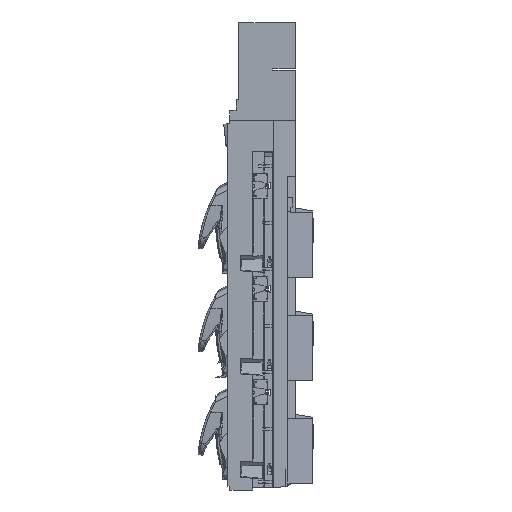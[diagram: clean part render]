
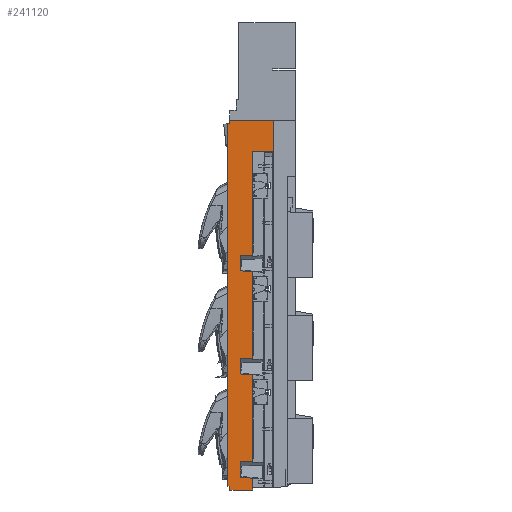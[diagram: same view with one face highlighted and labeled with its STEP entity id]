
A CAD part, left-side view. The second image highlights one B-rep face of the part: STEP entity #241120.
In plain terms, the highlighted planar face has unit normal (-1, 0, 0).
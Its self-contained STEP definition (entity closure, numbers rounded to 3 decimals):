
#240849=DIRECTION('',(0.,0.999,-0.032));
#240850=VECTOR('',#240849,0.894);
#240851=CARTESIAN_POINT('',(-3.926,22.771,
-8.347));
#240852=LINE('',#240851,#240850);
#240856=DIRECTION('',(0.,0.,-1.));
#240857=VECTOR('',#240856,1.078);
#240858=CARTESIAN_POINT('',(-3.926,23.664,
-8.376));
#240859=LINE('',#240858,#240857);
#240863=DIRECTION('',(0.,-0.996,-0.085));
#240864=VECTOR('',#240863,0.896);
#240865=CARTESIAN_POINT('',(-3.926,23.664,
-9.453));
#240866=LINE('',#240865,#240864);
#240870=DIRECTION('',(0.,0.,-1.));
#240871=VECTOR('',#240870,6.101);
#240872=CARTESIAN_POINT('',(-3.926,22.771,
-9.529));
#240873=LINE('',#240872,#240871);
#240877=DIRECTION('',(0.,0.999,-0.033));
#240878=VECTOR('',#240877,0.894);
#240879=CARTESIAN_POINT('',(-3.926,22.771,
-15.63));
#240880=LINE('',#240879,#240878);
#240884=DIRECTION('',(0.,0.,-1.));
#240885=VECTOR('',#240884,1.078);
#240886=CARTESIAN_POINT('',(-3.926,23.664,
-15.659));
#240887=LINE('',#240886,#240885);
#240891=DIRECTION('',(0.,-0.996,-0.085));
#240892=VECTOR('',#240891,0.896);
#240893=CARTESIAN_POINT('',(-3.926,23.664,
-16.737));
#240894=LINE('',#240893,#240892);
#240898=DIRECTION('',(0.,0.,-1.));
#240899=VECTOR('',#240898,0.834);
#240900=CARTESIAN_POINT('',(-3.926,22.771,
-16.813));
#240901=LINE('',#240900,#240899);
#240905=DIRECTION('',(0.,1.,0.));
#240906=VECTOR('',#240905,1.622);
#240907=CARTESIAN_POINT('',(-3.926,22.771,
-17.646));
#240908=LINE('',#240907,#240906);
#240912=DIRECTION('',(0.,0.,1.));
#240913=VECTOR('',#240912,0.276);
#240914=CARTESIAN_POINT('',(-3.926,24.393,
-17.646));
#240915=LINE('',#240914,#240913);
#240919=DIRECTION('',(0.,1.,0.));
#240920=VECTOR('',#240919,0.138);
#240921=CARTESIAN_POINT('',(-3.926,24.393,
-17.371));
#240922=LINE('',#240921,#240920);
#240926=DIRECTION('',(0.,0.,1.));
#240927=VECTOR('',#240926,25.591);
#240928=CARTESIAN_POINT('',(-3.926,24.531,
-17.371));
#240929=LINE('',#240928,#240927);
#240933=DIRECTION('',(0.,-1.,0.));
#240934=VECTOR('',#240933,0.138);
#240935=CARTESIAN_POINT('',(-3.926,24.531,
8.22));
#240936=LINE('',#240935,#240934);
#240940=DIRECTION('',(0.,0.,1.));
#240941=VECTOR('',#240940,0.197);
#240942=CARTESIAN_POINT('',(-3.926,24.393,
8.22));
#240943=LINE('',#240942,#240941);
#240947=DIRECTION('',(0.,-1.,0.));
#240948=VECTOR('',#240947,3.047);
#240949=CARTESIAN_POINT('',(-3.926,24.393,
8.417));
#240950=LINE('',#240949,#240948);
#240954=DIRECTION('',(0.,0.,-1.));
#240955=VECTOR('',#240954,25.834);
#240956=CARTESIAN_POINT('',(-3.926,21.346,
8.417));
#240957=LINE('',#240956,#240955);
#240961=DIRECTION('',(0.,1.,0.));
#240962=VECTOR('',#240961,0.055);
#240963=CARTESIAN_POINT('',(-3.926,21.346,
-17.417));
#240964=LINE('',#240963,#240962);
#240968=DIRECTION('',(0.,0.,1.));
#240969=VECTOR('',#240968,23.698);
#240970=CARTESIAN_POINT('',(-3.926,21.401,
-17.417));
#240971=LINE('',#240970,#240969);
#240975=DIRECTION('',(0.,1.,0.));
#240976=VECTOR('',#240975,1.37);
#240977=CARTESIAN_POINT('',(-3.926,21.401,
6.28));
#240978=LINE('',#240977,#240976);
#240982=DIRECTION('',(0.,0.,-1.));
#240983=VECTOR('',#240982,7.344);
#240984=CARTESIAN_POINT('',(-3.926,22.771,
6.28));
#240985=LINE('',#240984,#240983);
#240989=DIRECTION('',(0.,0.999,-0.032));
#240990=VECTOR('',#240989,0.894);
#240991=CARTESIAN_POINT('',(-3.926,22.771,
-1.063));
#240992=LINE('',#240991,#240990);
#240996=DIRECTION('',(0.,0.,-1.));
#240997=VECTOR('',#240996,1.078);
#240998=CARTESIAN_POINT('',(-3.926,23.664,
-1.092));
#240999=LINE('',#240998,#240997);
#241003=DIRECTION('',(0.,-0.996,-0.085));
#241004=VECTOR('',#241003,0.896);
#241005=CARTESIAN_POINT('',(-3.926,23.664,
-2.17));
#241006=LINE('',#241005,#241004);
#241010=DIRECTION('',(0.,0.,-1.));
#241011=VECTOR('',#241010,6.101);
#241012=CARTESIAN_POINT('',(-3.926,22.771,
-2.246));
#241013=LINE('',#241012,#241011);
#241017=CARTESIAN_POINT('',(-3.926,22.771,
-8.347));
#241018=CARTESIAN_POINT('',(-3.926,23.664,
-8.376));
#241019=VERTEX_POINT('',#241017);
#241020=VERTEX_POINT('',#241018);
#241021=CARTESIAN_POINT('',(-3.926,23.664,
-9.453));
#241022=VERTEX_POINT('',#241021);
#241023=CARTESIAN_POINT('',(-3.926,22.771,
-9.529));
#241024=VERTEX_POINT('',#241023);
#241025=CARTESIAN_POINT('',(-3.926,22.771,
-15.63));
#241026=VERTEX_POINT('',#241025);
#241027=CARTESIAN_POINT('',(-3.926,23.664,
-15.659));
#241028=VERTEX_POINT('',#241027);
#241029=CARTESIAN_POINT('',(-3.926,23.664,
-16.737));
#241030=VERTEX_POINT('',#241029);
#241031=CARTESIAN_POINT('',(-3.926,22.771,
-16.813));
#241032=VERTEX_POINT('',#241031);
#241033=CARTESIAN_POINT('',(-3.926,22.771,
-17.646));
#241034=VERTEX_POINT('',#241033);
#241035=CARTESIAN_POINT('',(-3.926,24.393,
-17.646));
#241036=VERTEX_POINT('',#241035);
#241037=CARTESIAN_POINT('',(-3.926,24.393,
-17.371));
#241038=VERTEX_POINT('',#241037);
#241039=CARTESIAN_POINT('',(-3.926,24.531,
-17.371));
#241040=VERTEX_POINT('',#241039);
#241041=CARTESIAN_POINT('',(-3.926,24.531,
8.22));
#241042=VERTEX_POINT('',#241041);
#241043=CARTESIAN_POINT('',(-3.926,24.393,
8.22));
#241044=VERTEX_POINT('',#241043);
#241045=CARTESIAN_POINT('',(-3.926,24.393,
8.417));
#241046=VERTEX_POINT('',#241045);
#241047=CARTESIAN_POINT('',(-3.926,21.346,
8.417));
#241048=VERTEX_POINT('',#241047);
#241049=CARTESIAN_POINT('',(-3.926,21.346,
-17.417));
#241050=VERTEX_POINT('',#241049);
#241051=CARTESIAN_POINT('',(-3.926,21.401,
-17.417));
#241052=VERTEX_POINT('',#241051);
#241053=CARTESIAN_POINT('',(-3.926,21.401,
6.28));
#241054=VERTEX_POINT('',#241053);
#241055=CARTESIAN_POINT('',(-3.926,22.771,
6.28));
#241056=VERTEX_POINT('',#241055);
#241057=CARTESIAN_POINT('',(-3.926,22.771,
-1.063));
#241058=VERTEX_POINT('',#241057);
#241059=CARTESIAN_POINT('',(-3.926,23.664,
-1.092));
#241060=VERTEX_POINT('',#241059);
#241061=CARTESIAN_POINT('',(-3.926,23.664,
-2.17));
#241062=VERTEX_POINT('',#241061);
#241063=CARTESIAN_POINT('',(-3.926,22.771,
-2.246));
#241064=VERTEX_POINT('',#241063);
#241065=CARTESIAN_POINT('',(-3.926,0.,0.));
#241066=DIRECTION('',(1.,0.,0.));
#241067=DIRECTION('',(0.,1.,0.));
#241068=AXIS2_PLACEMENT_3D('',#241065,#241066,#241067);
#241069=PLANE('',#241068);
#241071=ORIENTED_EDGE('',*,*,#241070,.T.);
#241073=ORIENTED_EDGE('',*,*,#241072,.T.);
#241075=ORIENTED_EDGE('',*,*,#241074,.T.);
#241077=ORIENTED_EDGE('',*,*,#241076,.T.);
#241079=ORIENTED_EDGE('',*,*,#241078,.T.);
#241081=ORIENTED_EDGE('',*,*,#241080,.T.);
#241083=ORIENTED_EDGE('',*,*,#241082,.T.);
#241085=ORIENTED_EDGE('',*,*,#241084,.T.);
#241087=ORIENTED_EDGE('',*,*,#241086,.T.);
#241089=ORIENTED_EDGE('',*,*,#241088,.T.);
#241091=ORIENTED_EDGE('',*,*,#241090,.T.);
#241093=ORIENTED_EDGE('',*,*,#241092,.T.);
#241095=ORIENTED_EDGE('',*,*,#241094,.T.);
#241097=ORIENTED_EDGE('',*,*,#241096,.T.);
#241099=ORIENTED_EDGE('',*,*,#241098,.T.);
#241101=ORIENTED_EDGE('',*,*,#241100,.T.);
#241103=ORIENTED_EDGE('',*,*,#241102,.T.);
#241105=ORIENTED_EDGE('',*,*,#241104,.T.);
#241107=ORIENTED_EDGE('',*,*,#241106,.T.);
#241109=ORIENTED_EDGE('',*,*,#241108,.T.);
#241111=ORIENTED_EDGE('',*,*,#241110,.T.);
#241113=ORIENTED_EDGE('',*,*,#241112,.T.);
#241115=ORIENTED_EDGE('',*,*,#241114,.T.);
#241117=ORIENTED_EDGE('',*,*,#241116,.T.);
#241118=EDGE_LOOP('',(#241071,#241073,#241075,#241077,#241079,#241081,#241083,
#241085,#241087,#241089,#241091,#241093,#241095,#241097,#241099,#241101,#241103,
#241105,#241107,#241109,#241111,#241113,#241115,#241117));
#241119=FACE_OUTER_BOUND('',#241118,.F.);
#241070=EDGE_CURVE('',#241019,#241020,#240852,.T.);
#241072=EDGE_CURVE('',#241020,#241022,#240859,.T.);
#241074=EDGE_CURVE('',#241022,#241024,#240866,.T.);
#241076=EDGE_CURVE('',#241024,#241026,#240873,.T.);
#241078=EDGE_CURVE('',#241026,#241028,#240880,.T.);
#241080=EDGE_CURVE('',#241028,#241030,#240887,.T.);
#241082=EDGE_CURVE('',#241030,#241032,#240894,.T.);
#241084=EDGE_CURVE('',#241032,#241034,#240901,.T.);
#241086=EDGE_CURVE('',#241034,#241036,#240908,.T.);
#241088=EDGE_CURVE('',#241036,#241038,#240915,.T.);
#241090=EDGE_CURVE('',#241038,#241040,#240922,.T.);
#241092=EDGE_CURVE('',#241040,#241042,#240929,.T.);
#241094=EDGE_CURVE('',#241042,#241044,#240936,.T.);
#241096=EDGE_CURVE('',#241044,#241046,#240943,.T.);
#241098=EDGE_CURVE('',#241046,#241048,#240950,.T.);
#241100=EDGE_CURVE('',#241048,#241050,#240957,.T.);
#241102=EDGE_CURVE('',#241050,#241052,#240964,.T.);
#241104=EDGE_CURVE('',#241052,#241054,#240971,.T.);
#241106=EDGE_CURVE('',#241054,#241056,#240978,.T.);
#241108=EDGE_CURVE('',#241056,#241058,#240985,.T.);
#241110=EDGE_CURVE('',#241058,#241060,#240992,.T.);
#241112=EDGE_CURVE('',#241060,#241062,#240999,.T.);
#241114=EDGE_CURVE('',#241062,#241064,#241006,.T.);
#241116=EDGE_CURVE('',#241064,#241019,#241013,.T.);
#241120=ADVANCED_FACE('',(#241119),#241069,.F.);
